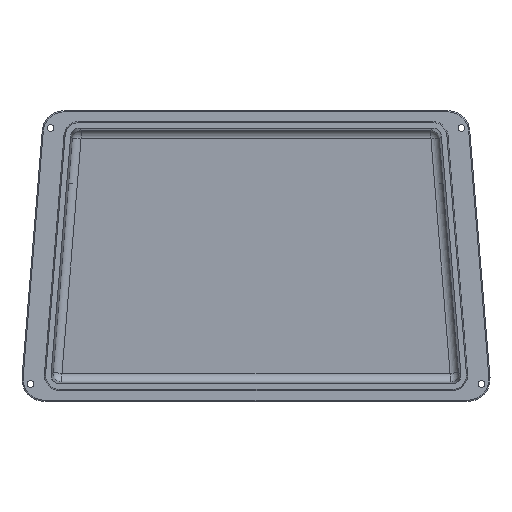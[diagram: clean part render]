
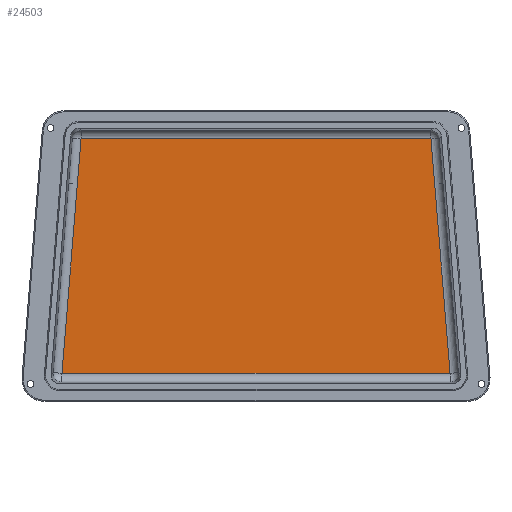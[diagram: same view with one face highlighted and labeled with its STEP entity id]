
A CAD part, top view. The second image highlights one B-rep face of the part: STEP entity #24503.
In plain terms, the highlighted planar face has unit normal (0, -0.042, 0.999).
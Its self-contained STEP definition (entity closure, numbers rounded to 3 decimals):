
#796=PLANE('',#26694);
#2938=FACE_OUTER_BOUND('',#4309,.T.);
#4309=EDGE_LOOP('',(#22698,#22699,#22700,#22701));
#6348=LINE('',#57049,#8384);
#6349=LINE('',#57051,#8385);
#6350=LINE('',#57053,#8386);
#6351=LINE('',#57054,#8387);
#8384=VECTOR('',#33056,1000.);
#8385=VECTOR('',#33057,1000.);
#8386=VECTOR('',#33058,1000.);
#8387=VECTOR('',#33059,1000.);
#9358=VERTEX_POINT('',#33129);
#11731=VERTEX_POINT('',#57048);
#11732=VERTEX_POINT('',#57050);
#11733=VERTEX_POINT('',#57052);
#15391=EDGE_CURVE('',#9358,#11731,#6348,.T.);
#15392=EDGE_CURVE('',#11732,#9358,#6349,.T.);
#15393=EDGE_CURVE('',#11733,#11732,#6350,.T.);
#15394=EDGE_CURVE('',#11731,#11733,#6351,.T.);
#22698=ORIENTED_EDGE('',*,*,#15391,.F.);
#22699=ORIENTED_EDGE('',*,*,#15392,.F.);
#22700=ORIENTED_EDGE('',*,*,#15393,.F.);
#22701=ORIENTED_EDGE('',*,*,#15394,.F.);
#24503=ADVANCED_FACE('',(#2938),#796,.T.);
#26694=AXIS2_PLACEMENT_3D('',#57047,#33054,#33055);
#33054=DIRECTION('center_axis',(0.,-0.042,0.999));
#33055=DIRECTION('ref_axis',(0.,-0.999,-0.042));
#33056=DIRECTION('',(-1.,0.,0.));
#33057=DIRECTION('',(0.081,-0.996,-0.041));
#33058=DIRECTION('',(1.,0.,0.));
#33059=DIRECTION('',(0.081,0.996,0.041));
#33129=CARTESIAN_POINT('',(87.962,-52.967,-103.302));
#57047=CARTESIAN_POINT('Origin',(-96.5,-60.194,-103.603));
#57048=CARTESIAN_POINT('',(-87.962,-52.967,-103.302));
#57049=CARTESIAN_POINT('',(-96.5,-52.967,-103.302));
#57050=CARTESIAN_POINT('',(79.287,53.338,-98.879));
#57051=CARTESIAN_POINT('',(87.33,-45.219,-102.98));
#57052=CARTESIAN_POINT('',(-79.287,53.338,-98.879));
#57053=CARTESIAN_POINT('',(-96.5,53.338,-98.879));
#57054=CARTESIAN_POINT('',(-88.604,-60.838,-103.629));
